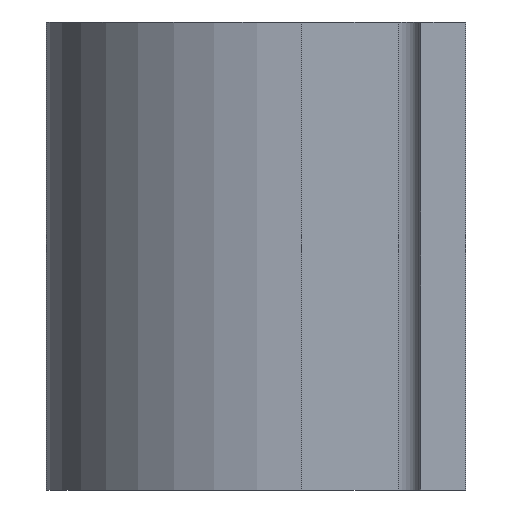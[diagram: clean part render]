
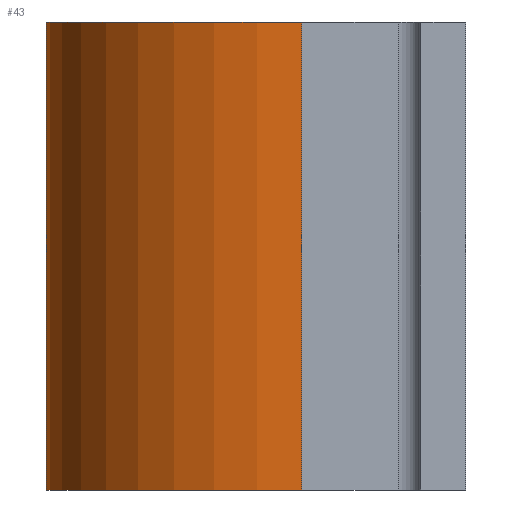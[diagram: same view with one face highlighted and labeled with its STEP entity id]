
A CAD part, left-side view. The second image highlights one B-rep face of the part: STEP entity #43.
In plain terms, the highlighted cylindrical face has radius 8.661 mm (diameter 17.323 mm), a partial arc.
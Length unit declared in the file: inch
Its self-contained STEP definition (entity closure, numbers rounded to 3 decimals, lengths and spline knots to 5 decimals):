
#14 = CYLINDRICAL_SURFACE ( 'NONE', #329, 0.341 ) ;
#35 = CARTESIAN_POINT ( 'NONE',  ( 1.34, 0.219, 0.3125 ) ) ;
#43 = ADVANCED_FACE ( 'NONE', ( #468 ), #14, .T. ) ;
#44 = CARTESIAN_POINT ( 'NONE',  ( 0.658, 0.219, 0.3125 ) ) ;
#46 = ORIENTED_EDGE ( 'NONE', *, *, #225, .T. ) ;
#69 = CARTESIAN_POINT ( 'NONE',  ( 0.999, 0.219, 0.3125 ) ) ;
#81 = LINE ( 'NONE', #35, #203 ) ;
#113 = DIRECTION ( 'NONE',  ( 1., 0., 0. ) ) ;
#139 = VECTOR ( 'NONE', #467, 39.37008 ) ;
#177 = VERTEX_POINT ( 'NONE', #218 ) ;
#178 = AXIS2_PLACEMENT_3D ( 'NONE', #69, #355, #113 ) ;
#203 = VECTOR ( 'NONE', #230, 39.37008 ) ;
#204 = CARTESIAN_POINT ( 'NONE',  ( 1.34, 0.219, -0.3125 ) ) ;
#205 = VERTEX_POINT ( 'NONE', #204 ) ;
#216 = EDGE_LOOP ( 'NONE', ( #280, #441, #435, #46 ) ) ;
#218 = CARTESIAN_POINT ( 'NONE',  ( 0.658, 0.219, 0.3125 ) ) ;
#225 = EDGE_CURVE ( 'NONE', #246, #205, #81, .T. ) ;
#230 = DIRECTION ( 'NONE',  ( 0., 0., -1. ) ) ;
#244 = DIRECTION ( 'NONE',  ( 0., 0., -1. ) ) ;
#246 = VERTEX_POINT ( 'NONE', #314 ) ;
#258 = LINE ( 'NONE', #44, #139 ) ;
#260 = EDGE_CURVE ( 'NONE', #177, #246, #499, .T. ) ;
#280 = ORIENTED_EDGE ( 'NONE', *, *, #387, .F. ) ;
#314 = CARTESIAN_POINT ( 'NONE',  ( 1.34, 0.219, 0.3125 ) ) ;
#329 = AXIS2_PLACEMENT_3D ( 'NONE', #498, #461, #520 ) ;
#333 = CIRCLE ( 'NONE', #487, 0.341 ) ;
#342 = VERTEX_POINT ( 'NONE', #540 ) ;
#355 = DIRECTION ( 'NONE',  ( 0., 0., -1. ) ) ;
#387 = EDGE_CURVE ( 'NONE', #342, #205, #333, .T. ) ;
#435 = ORIENTED_EDGE ( 'NONE', *, *, #260, .T. ) ;
#441 = ORIENTED_EDGE ( 'NONE', *, *, #542, .F. ) ;
#461 = DIRECTION ( 'NONE',  ( 0., 0., -1. ) ) ;
#467 = DIRECTION ( 'NONE',  ( 0., 0., -1. ) ) ;
#468 = FACE_OUTER_BOUND ( 'NONE', #216, .T. ) ;
#487 = AXIS2_PLACEMENT_3D ( 'NONE', #496, #244, #543 ) ;
#496 = CARTESIAN_POINT ( 'NONE',  ( 0.999, 0.219, -0.3125 ) ) ;
#498 = CARTESIAN_POINT ( 'NONE',  ( 0.999, 0.219, 0.3125 ) ) ;
#499 = CIRCLE ( 'NONE', #178, 0.341 ) ;
#520 = DIRECTION ( 'NONE',  ( -1., 0., 0. ) ) ;
#540 = CARTESIAN_POINT ( 'NONE',  ( 0.658, 0.219, -0.3125 ) ) ;
#542 = EDGE_CURVE ( 'NONE', #177, #342, #258, .T. ) ;
#543 = DIRECTION ( 'NONE',  ( 1., 0., 0. ) ) ;
